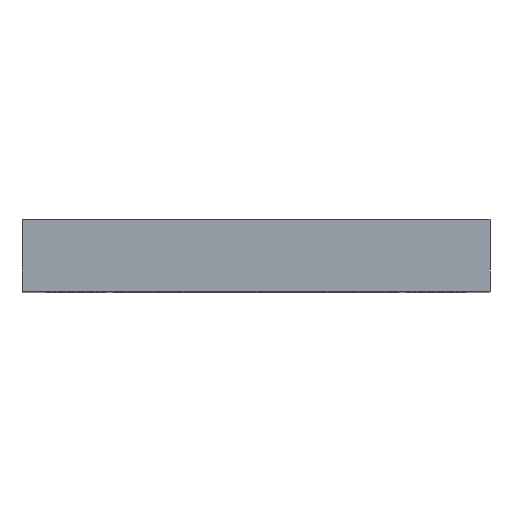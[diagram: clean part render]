
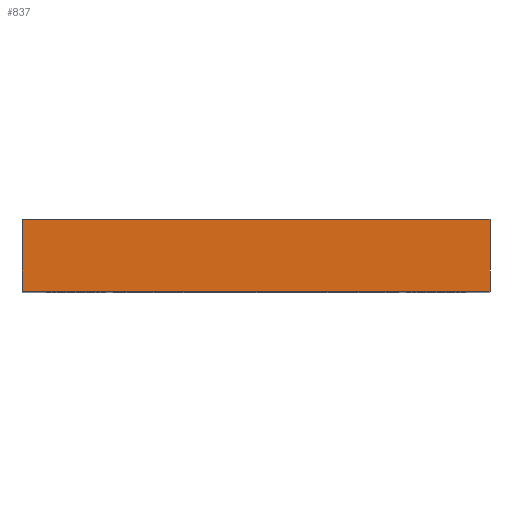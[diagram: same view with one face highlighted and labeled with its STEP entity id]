
A CAD part, top view. The second image highlights one B-rep face of the part: STEP entity #837.
In plain terms, the highlighted planar face has unit normal (0, 0, 1).
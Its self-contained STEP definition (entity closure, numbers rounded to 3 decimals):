
#7 = CARTESIAN_POINT ( 'NONE',  ( -26., 8., 45. ) ) ;
#79 = EDGE_CURVE ( 'NONE', #602, #1115, #216, .T. ) ;
#116 = VECTOR ( 'NONE', #764, 1000. ) ;
#216 = LINE ( 'NONE', #618, #244 ) ;
#229 = CARTESIAN_POINT ( 'NONE',  ( 26., 0., 45. ) ) ;
#242 = FACE_OUTER_BOUND ( 'NONE', #768, .T. ) ;
#244 = VECTOR ( 'NONE', #501, 1000. ) ;
#318 = DIRECTION ( 'NONE',  ( -1., 0., 0. ) ) ;
#344 = DIRECTION ( 'NONE',  ( 1., 0., 0. ) ) ;
#353 = LINE ( 'NONE', #467, #116 ) ;
#467 = CARTESIAN_POINT ( 'NONE',  ( -26., 0., 45. ) ) ;
#501 = DIRECTION ( 'NONE',  ( 0., -1., 0. ) ) ;
#520 = PLANE ( 'NONE',  #857 ) ;
#568 = CARTESIAN_POINT ( 'NONE',  ( 26., 8., 45. ) ) ;
#597 = ORIENTED_EDGE ( 'NONE', *, *, #79, .F. ) ;
#602 = VERTEX_POINT ( 'NONE', #568 ) ;
#618 = CARTESIAN_POINT ( 'NONE',  ( 26., 8., 45. ) ) ;
#641 = ORIENTED_EDGE ( 'NONE', *, *, #1121, .T. ) ;
#674 = CARTESIAN_POINT ( 'NONE',  ( -26., 0., 45. ) ) ;
#701 = ORIENTED_EDGE ( 'NONE', *, *, #963, .T. ) ;
#715 = DIRECTION ( 'NONE',  ( 0., -1., 0. ) ) ;
#741 = EDGE_CURVE ( 'NONE', #979, #602, #992, .T. ) ;
#764 = DIRECTION ( 'NONE',  ( 1., 0., 0. ) ) ;
#768 = EDGE_LOOP ( 'NONE', ( #701, #597, #962, #641 ) ) ;
#837 = ADVANCED_FACE ( 'NONE', ( #242 ), #520, .F. ) ;
#857 = AXIS2_PLACEMENT_3D ( 'NONE', #878, #970, #318 ) ;
#878 = CARTESIAN_POINT ( 'NONE',  ( -26., 8., 45. ) ) ;
#889 = CARTESIAN_POINT ( 'NONE',  ( -26., 8., 45. ) ) ;
#925 = VECTOR ( 'NONE', #344, 1000. ) ;
#962 = ORIENTED_EDGE ( 'NONE', *, *, #741, .F. ) ;
#963 = EDGE_CURVE ( 'NONE', #1019, #1115, #353, .T. ) ;
#970 = DIRECTION ( 'NONE',  ( 0., 0., -1. ) ) ;
#979 = VERTEX_POINT ( 'NONE', #7 ) ;
#992 = LINE ( 'NONE', #1000, #925 ) ;
#995 = VECTOR ( 'NONE', #715, 1000. ) ;
#1000 = CARTESIAN_POINT ( 'NONE',  ( -26., 8., 45. ) ) ;
#1009 = LINE ( 'NONE', #889, #995 ) ;
#1019 = VERTEX_POINT ( 'NONE', #674 ) ;
#1115 = VERTEX_POINT ( 'NONE', #229 ) ;
#1121 = EDGE_CURVE ( 'NONE', #979, #1019, #1009, .T. ) ;
